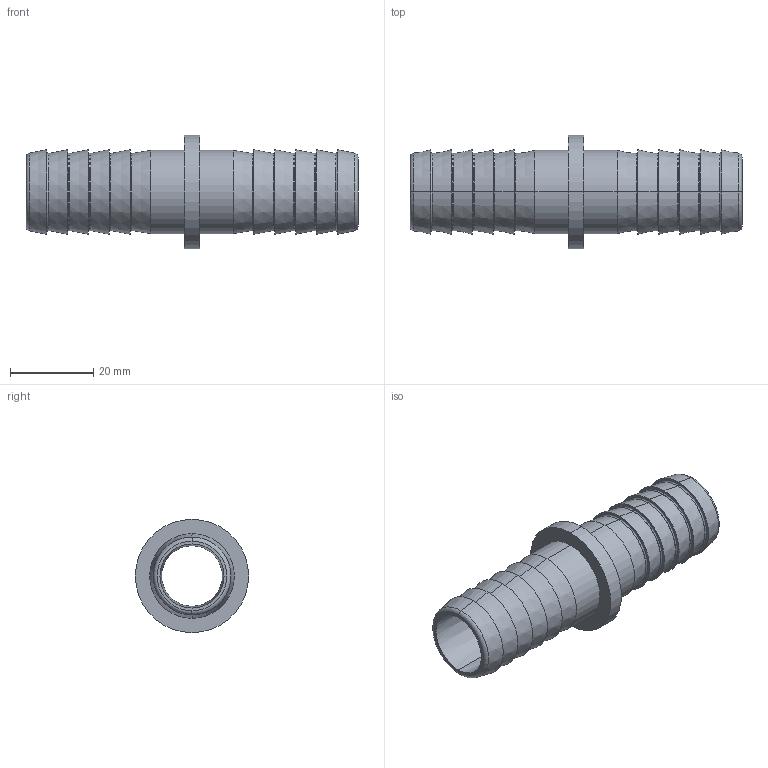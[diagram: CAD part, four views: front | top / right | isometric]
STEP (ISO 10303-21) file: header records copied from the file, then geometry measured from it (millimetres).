
FILE_DESCRIPTION (( 'STEP AP203' ), '1' );
FILE_NAME ('00604_2020.STEP', '2017-05-18T14:34:19', ( '' ), ( '' ), 'SwSTEP 2.0', 'SolidWorks 2011', '' );
FILE_SCHEMA (( 'CONFIG_CONTROL_DESIGN' ));
Length unit declared in the file: millimetre
Products named in the file (1): 00604_2020
Bounding box: 79.7 x 27.2 x 27.2 mm (x, y, z)
Volume: 10666.4 mm3; surface area: 9928.1 mm2
Topology: 1 solids, 1 shells, 90 faces, 180 edges, 104 vertices
Faces by surface type: torus 44, cone 26, plane 14, cylinder 6
Entity records: 2449 total; most frequent: DIRECTION 510, CARTESIAN_POINT 375, ORIENTED_EDGE 360, AXIS2_PLACEMENT_3D 239, EDGE_CURVE 180, CIRCLE 148, EDGE_LOOP 104, VERTEX_POINT 104
